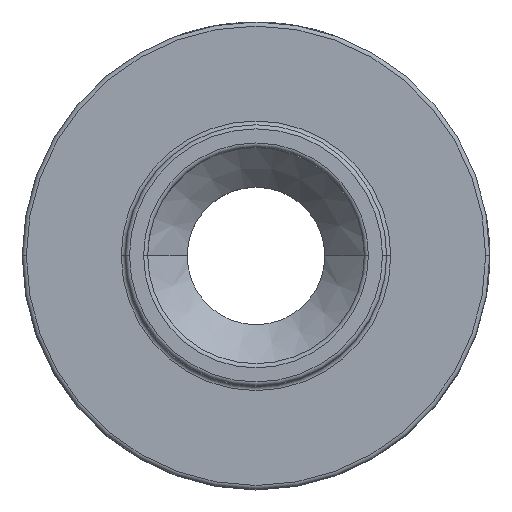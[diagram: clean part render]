
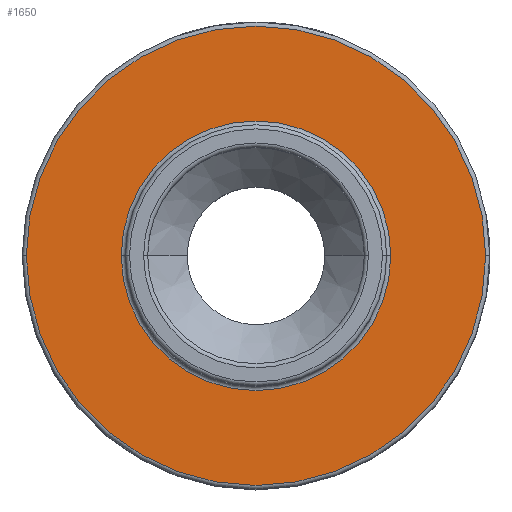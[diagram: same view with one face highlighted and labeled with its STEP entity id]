
A CAD part, top view. The second image highlights one B-rep face of the part: STEP entity #1650.
In plain terms, the highlighted planar face has unit normal (0, 0, 1).
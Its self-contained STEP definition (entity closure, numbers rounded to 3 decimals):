
#649 = EDGE_LOOP ( 'NONE', ( #4958, #4953 ) ) ;
#693 = EDGE_LOOP ( 'NONE', ( #4955, #4951 ) ) ;
#1525 = EDGE_CURVE ( 'NONE', #4911, #4912, #1984, .T. ) ;
#1526 = EDGE_CURVE ( 'NONE', #4915, #4916, #1985, .T. ) ;
#1650 = ADVANCED_FACE ( 'NONE', ( #6509, #6507 ), #9510, .F. ) ;
#1735 = EDGE_CURVE ( 'NONE', #4916, #4915, #2277, .T. ) ;
#1739 = EDGE_CURVE ( 'NONE', #4912, #4911, #2281, .T. ) ;
#1984 = CIRCLE ( 'NONE', #3786, 16.7 ) ;
#1985 = CIRCLE ( 'NONE', #3787, 9.8 ) ;
#2277 = CIRCLE ( 'NONE', #11956, 9.8 ) ;
#2281 = CIRCLE ( 'NONE', #11959, 16.7 ) ;
#3786 = AXIS2_PLACEMENT_3D ( 'NONE', #5514, #5515, #5516 ) ;
#3787 = AXIS2_PLACEMENT_3D ( 'NONE', #5517, #5518, #5519 ) ;
#4911 = VERTEX_POINT ( 'NONE', #12720 ) ;
#4912 = VERTEX_POINT ( 'NONE', #12698 ) ;
#4915 = VERTEX_POINT ( 'NONE', #12723 ) ;
#4916 = VERTEX_POINT ( 'NONE', #12724 ) ;
#4951 = ORIENTED_EDGE ( 'NONE', *, *, #1735, .T. ) ;
#4953 = ORIENTED_EDGE ( 'NONE', *, *, #1739, .T. ) ;
#4955 = ORIENTED_EDGE ( 'NONE', *, *, #1526, .T. ) ;
#4958 = ORIENTED_EDGE ( 'NONE', *, *, #1525, .T. ) ;
#5514 = CARTESIAN_POINT ( 'NONE',  ( 0., 0., 0. ) ) ;
#5515 = DIRECTION ( 'NONE',  ( 0., 0., 1. ) ) ;
#5516 = DIRECTION ( 'NONE',  ( -1., 0., 0. ) ) ;
#5517 = CARTESIAN_POINT ( 'NONE',  ( 0., 0., 0. ) ) ;
#5518 = DIRECTION ( 'NONE',  ( 0., 0., -1. ) ) ;
#5519 = DIRECTION ( 'NONE',  ( -1., 0., 0. ) ) ;
#6507 = FACE_BOUND ( 'NONE', #693, .T. ) ;
#6509 = FACE_OUTER_BOUND ( 'NONE', #649, .T. ) ;
#6514 = AXIS2_PLACEMENT_3D ( 'NONE', #9511, #9512, #9513 ) ;
#9510 = PLANE ( 'NONE',  #6514 ) ;
#9511 = CARTESIAN_POINT ( 'NONE',  ( 0., 0., 0. ) ) ;
#9512 = DIRECTION ( 'NONE',  ( 0., 0., -1. ) ) ;
#9513 = DIRECTION ( 'NONE',  ( -1., 0., 0. ) ) ;
#11007 = CARTESIAN_POINT ( 'NONE',  ( 0., 0., 0. ) ) ;
#11008 = DIRECTION ( 'NONE',  ( 0., 0., -1. ) ) ;
#11009 = DIRECTION ( 'NONE',  ( -1., 0., 0. ) ) ;
#11019 = CARTESIAN_POINT ( 'NONE',  ( 0., 0., 0. ) ) ;
#11020 = DIRECTION ( 'NONE',  ( 0., 0., 1. ) ) ;
#11021 = DIRECTION ( 'NONE',  ( -1., 0., 0. ) ) ;
#11956 = AXIS2_PLACEMENT_3D ( 'NONE', #11007, #11008, #11009 ) ;
#11959 = AXIS2_PLACEMENT_3D ( 'NONE', #11019, #11020, #11021 ) ;
#12698 = CARTESIAN_POINT ( 'NONE',  ( 16.7, 0., 0. ) ) ;
#12720 = CARTESIAN_POINT ( 'NONE',  ( -16.7, 0., 0. ) ) ;
#12723 = CARTESIAN_POINT ( 'NONE',  ( -9.8, 0., 0. ) ) ;
#12724 = CARTESIAN_POINT ( 'NONE',  ( 9.8, 0., 0. ) ) ;
